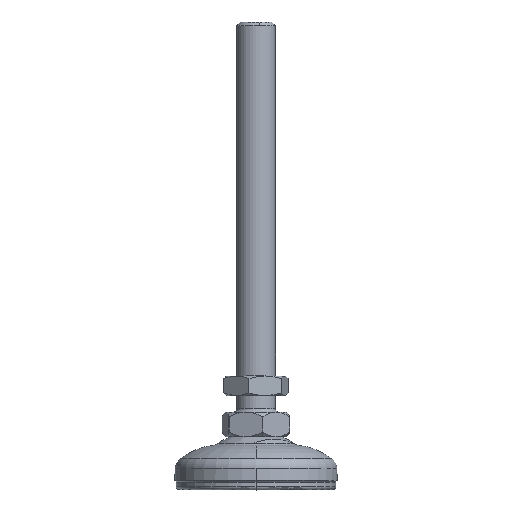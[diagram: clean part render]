
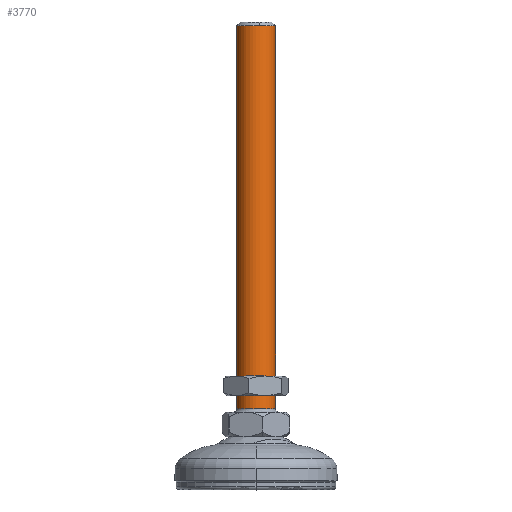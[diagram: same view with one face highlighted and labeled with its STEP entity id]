
A CAD part, top view. The second image highlights one B-rep face of the part: STEP entity #3770.
In plain terms, the highlighted cylindrical face has radius 6 mm (diameter 12 mm), a partial arc.
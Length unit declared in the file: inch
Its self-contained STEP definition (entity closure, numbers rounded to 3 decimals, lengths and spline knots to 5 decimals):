
#103 = ORIENTED_EDGE ( 'NONE', *, *, #3823, .F. ) ;
#108 = ORIENTED_EDGE ( 'NONE', *, *, #1961, .T. ) ;
#117 = CARTESIAN_POINT ( 'NONE',  ( 0.90605, 1.26666, 1.7633 ) ) ;
#129 = CARTESIAN_POINT ( 'NONE',  ( 0.674, 5.90446, 1.80748 ) ) ;
#193 = DIRECTION ( 'NONE',  ( 0., -1., 0. ) ) ;
#296 = CARTESIAN_POINT ( 'NONE',  ( 0.90605, 2.6873, 1.7633 ) ) ;
#338 = VERTEX_POINT ( 'NONE', #117 ) ;
#519 = DIRECTION ( 'NONE',  ( -0.982, 0., 0.187 ) ) ;
#686 = AXIS2_PLACEMENT_3D ( 'NONE', #1688, #193, #4310 ) ;
#1041 = FACE_OUTER_BOUND ( 'NONE', #1173, .T. ) ;
#1158 = VECTOR ( 'NONE', #1959, 39.37008 ) ;
#1173 = EDGE_LOOP ( 'NONE', ( #103, #4359, #2965, #3564, #108 ) ) ;
#1335 = DIRECTION ( 'NONE',  ( 0., 1., 0. ) ) ;
#1486 = CARTESIAN_POINT ( 'NONE',  ( 0.90605, 5.90446, 1.7633 ) ) ;
#1513 = VERTEX_POINT ( 'NONE', #2810 ) ;
#1688 = CARTESIAN_POINT ( 'NONE',  ( 0.674, 2.6873, 1.80748 ) ) ;
#1853 = AXIS2_PLACEMENT_3D ( 'NONE', #3578, #1335, #3956 ) ;
#1918 = CIRCLE ( 'NONE', #3429, 0.23622 ) ;
#1959 = DIRECTION ( 'NONE',  ( 0., -1., 0. ) ) ;
#1961 = EDGE_CURVE ( 'NONE', #1513, #338, #3590, .T. ) ;
#2041 = DIRECTION ( 'NONE',  ( 0., -1., 0. ) ) ;
#2631 = VERTEX_POINT ( 'NONE', #3102 ) ;
#2664 = EDGE_CURVE ( 'NONE', #2631, #3916, #1918, .T. ) ;
#2698 = EDGE_CURVE ( 'NONE', #4807, #2631, #3684, .T. ) ;
#2763 = DIRECTION ( 'NONE',  ( 0., -1., 0. ) ) ;
#2810 = CARTESIAN_POINT ( 'NONE',  ( 0.44195, 1.26666, 1.85167 ) ) ;
#2922 = DIRECTION ( 'NONE',  ( 0., -1., 0. ) ) ;
#2965 = ORIENTED_EDGE ( 'NONE', *, *, #2664, .T. ) ;
#3102 = CARTESIAN_POINT ( 'NONE',  ( 0.71819, 5.90446, 2.03953 ) ) ;
#3249 = EDGE_CURVE ( 'NONE', #3916, #1513, #3925, .T. ) ;
#3429 = AXIS2_PLACEMENT_3D ( 'NONE', #129, #2763, #519 ) ;
#3564 = ORIENTED_EDGE ( 'NONE', *, *, #3249, .T. ) ;
#3578 = CARTESIAN_POINT ( 'NONE',  ( 0.674, 1.26666, 1.80748 ) ) ;
#3590 = CIRCLE ( 'NONE', #1853, 0.23622 ) ;
#3684 = CIRCLE ( 'NONE', #4173, 0.23622 ) ;
#3700 = CARTESIAN_POINT ( 'NONE',  ( 0.44195, 5.90446, 1.85167 ) ) ;
#3770 = ADVANCED_FACE ( 'NONE', ( #1041 ), #3907, .T. ) ;
#3775 = LINE ( 'NONE', #296, #4781 ) ;
#3823 = EDGE_CURVE ( 'NONE', #4807, #338, #3775, .T. ) ;
#3907 = CYLINDRICAL_SURFACE ( 'NONE', #686, 0.23622 ) ;
#3916 = VERTEX_POINT ( 'NONE', #3700 ) ;
#3925 = LINE ( 'NONE', #4202, #1158 ) ;
#3956 = DIRECTION ( 'NONE',  ( -0.982, 0., 0.187 ) ) ;
#4173 = AXIS2_PLACEMENT_3D ( 'NONE', #4289, #2041, #4660 ) ;
#4202 = CARTESIAN_POINT ( 'NONE',  ( 0.44195, 2.6873, 1.85167 ) ) ;
#4289 = CARTESIAN_POINT ( 'NONE',  ( 0.674, 5.90446, 1.80748 ) ) ;
#4310 = DIRECTION ( 'NONE',  ( -0.982, 0., 0.187 ) ) ;
#4359 = ORIENTED_EDGE ( 'NONE', *, *, #2698, .T. ) ;
#4660 = DIRECTION ( 'NONE',  ( -0.982, 0., 0.187 ) ) ;
#4781 = VECTOR ( 'NONE', #2922, 39.37008 ) ;
#4807 = VERTEX_POINT ( 'NONE', #1486 ) ;
